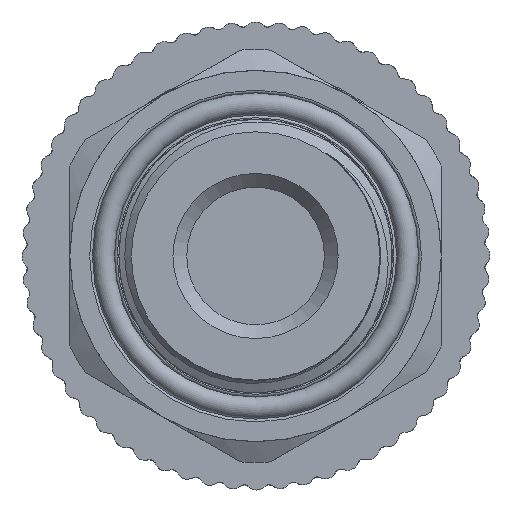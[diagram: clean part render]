
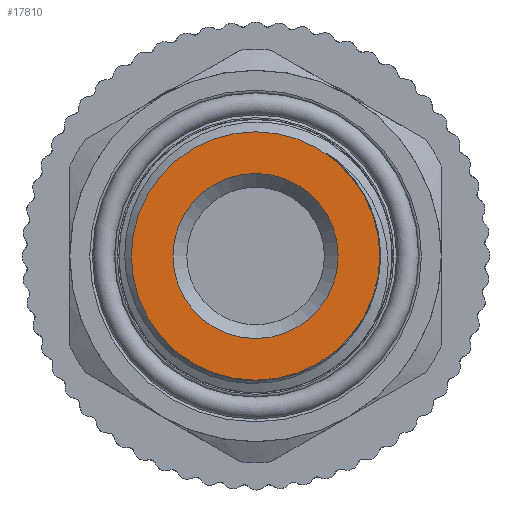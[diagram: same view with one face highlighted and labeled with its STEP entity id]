
A CAD part, left-side view. The second image highlights one B-rep face of the part: STEP entity #17810.
In plain terms, the highlighted face is planar.
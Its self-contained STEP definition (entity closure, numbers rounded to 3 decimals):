
#247=FACE_BOUND('',#3040,.T.);
#975=PLANE('',#18771);
#2000=FACE_OUTER_BOUND('',#3039,.T.);
#3039=EDGE_LOOP('',(#16573));
#3040=EDGE_LOOP('',(#16574));
#3404=CIRCLE('',#18752,9.027);
#3407=CIRCLE('',#18772,6.);
#8479=VERTEX_POINT('',#58858);
#8482=VERTEX_POINT('',#60090);
#11166=EDGE_CURVE('',#8479,#8479,#3404,.T.);
#11188=EDGE_CURVE('',#8482,#8482,#3407,.T.);
#16573=ORIENTED_EDGE('',*,*,#11166,.T.);
#16574=ORIENTED_EDGE('',*,*,#11188,.F.);
#17810=ADVANCED_FACE('',(#2000,#247),#975,.T.);
#18752=AXIS2_PLACEMENT_3D('',#58860,#21474,#21475);
#18771=AXIS2_PLACEMENT_3D('',#60089,#21524,#21525);
#18772=AXIS2_PLACEMENT_3D('',#60091,#21526,#21527);
#21474=DIRECTION('center_axis',(1.,0.,0.));
#21475=DIRECTION('ref_axis',(0.,1.,0.));
#21524=DIRECTION('center_axis',(1.,0.,0.));
#21525=DIRECTION('ref_axis',(0.,0.,-1.));
#21526=DIRECTION('center_axis',(1.,0.,0.));
#21527=DIRECTION('ref_axis',(0.,0.,-1.));
#58858=CARTESIAN_POINT('',(0.,-9.027,0.));
#58860=CARTESIAN_POINT('Origin',(0.,0.,0.));
#60089=CARTESIAN_POINT('Origin',(0.,6.,0.));
#60090=CARTESIAN_POINT('',(0.,-6.,0.));
#60091=CARTESIAN_POINT('Origin',(0.,0.,
0.));
